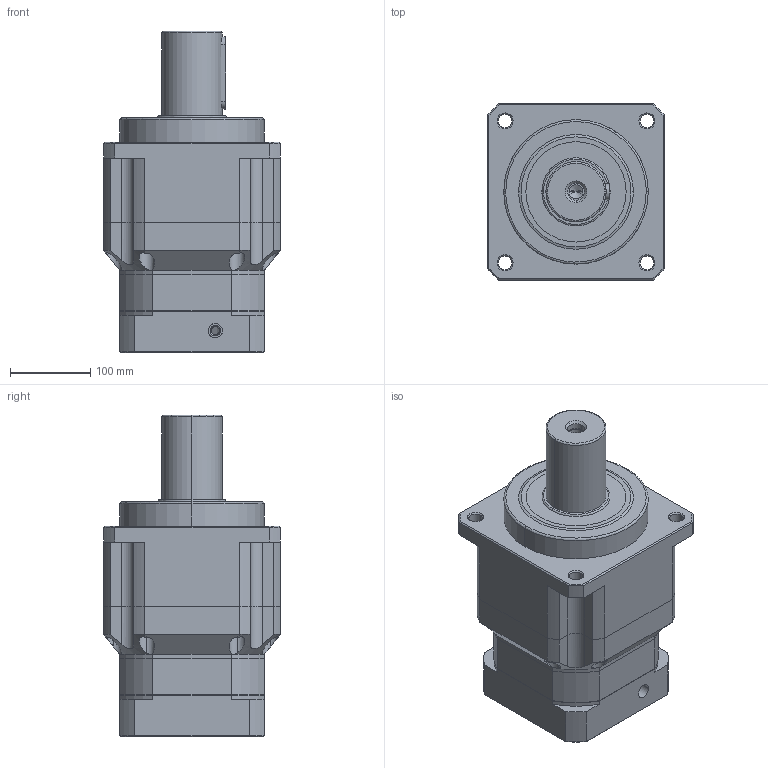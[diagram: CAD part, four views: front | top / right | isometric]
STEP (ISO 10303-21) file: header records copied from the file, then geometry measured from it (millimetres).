
FILE_DESCRIPTION (( 'STEP AP214' ), '1' );
FILE_NAME ('SB220-L2-35-114.3-200M12.STEP', '2021-12-18T06:39:00', ( 'admin' ), ( '' ), 'SwSTEP 2.0', 'SolidWorks 2013', '' );
FILE_SCHEMA (( 'AUTOMOTIVE_DESIGN' ));
Length unit declared in the file: millimetre
Products named in the file (5): SB180-114.3-200m12; SB220_X2_4E007EA758F34F537AEF_X0_-35; SB220_X2_4E007EA751859F7F5708_X0_; SB220_X2_8F9351FA7AEF_X0_; SB220-L2-35-114.3-200M12
Assembly tree (4 placements, depth 2):
  SB220-L2-35-114.3-200M12
    SB220_X2_8F9351FA7AEF_X0_
    SB220_X2_4E007EA751859F7F5708_X0_
    SB220_X2_4E007EA758F34F537AEF_X0_-35
    SB180-114.3-200m12
Bounding box: 220 x 220 x 400.5 mm (x, y, z)
Volume: 9376618.3 mm3; surface area: 619628.5 mm2
Topology: 4 solids, 4 shells, 488 faces, 1218 edges, 731 vertices
Faces by surface type: cylinder 229, cone 137, plane 111, bspline 11
Entity records: 21591 total; most frequent: CARTESIAN_POINT 4477, DIRECTION 2529, ORIENTED_EDGE 2328, EDGE_CURVE 1164, AXIS2_PLACEMENT_3D 1005, VERTEX_POINT 731, EDGE_LOOP 587, CIRCLE 521
